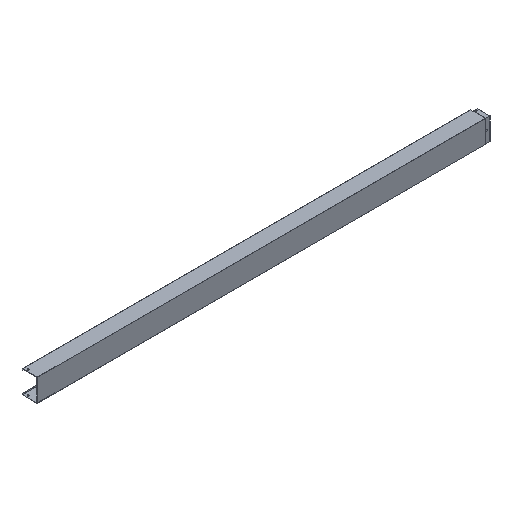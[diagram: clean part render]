
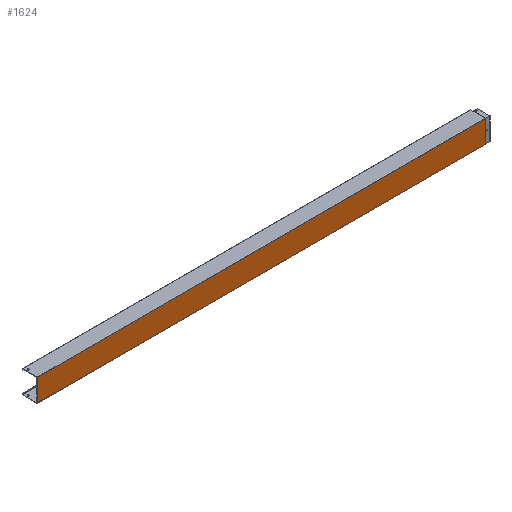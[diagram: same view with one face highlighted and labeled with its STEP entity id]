
A CAD part, isometric view. The second image highlights one B-rep face of the part: STEP entity #1624.
In plain terms, the highlighted planar face has unit normal (0, -1, 0).
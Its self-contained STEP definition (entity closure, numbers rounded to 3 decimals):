
#44 = LINE ( 'NONE', #1715, #66 ) ;
#66 = VECTOR ( 'NONE', #1192, 1000. ) ;
#112 = CARTESIAN_POINT ( 'NONE',  ( -2970., 0., 75. ) ) ;
#148 = EDGE_CURVE ( 'NONE', #621, #329, #1357, .T. ) ;
#156 = ORIENTED_EDGE ( 'NONE', *, *, #1123, .T. ) ;
#206 = PLANE ( 'NONE',  #1627 ) ;
#212 = LINE ( 'NONE', #391, #1099 ) ;
#317 = VERTEX_POINT ( 'NONE', #373 ) ;
#323 = DIRECTION ( 'NONE',  ( 0., 0., 1. ) ) ;
#329 = VERTEX_POINT ( 'NONE', #638 ) ;
#373 = CARTESIAN_POINT ( 'NONE',  ( 2.4, 0., 75. ) ) ;
#391 = CARTESIAN_POINT ( 'NONE',  ( -2970., 0., 75. ) ) ;
#412 = EDGE_CURVE ( 'NONE', #1083, #329, #212, .T. ) ;
#459 = VECTOR ( 'NONE', #1526, 1000. ) ;
#469 = DIRECTION ( 'NONE',  ( 0., -1., 0. ) ) ;
#592 = CARTESIAN_POINT ( 'NONE',  ( 150.002, 0., -75. ) ) ;
#621 = VERTEX_POINT ( 'NONE', #719 ) ;
#638 = CARTESIAN_POINT ( 'NONE',  ( -2970., 0., -75. ) ) ;
#656 = DIRECTION ( 'NONE',  ( 0., 0., -1. ) ) ;
#719 = CARTESIAN_POINT ( 'NONE',  ( 2.4, 0., -75. ) ) ;
#732 = LINE ( 'NONE', #1374, #1087 ) ;
#744 = ORIENTED_EDGE ( 'NONE', *, *, #148, .F. ) ;
#952 = ORIENTED_EDGE ( 'NONE', *, *, #1335, .T. ) ;
#1038 = FACE_OUTER_BOUND ( 'NONE', #1433, .T. ) ;
#1083 = VERTEX_POINT ( 'NONE', #112 ) ;
#1087 = VECTOR ( 'NONE', #323, 1000. ) ;
#1099 = VECTOR ( 'NONE', #656, 1000. ) ;
#1123 = EDGE_CURVE ( 'NONE', #317, #1083, #44, .T. ) ;
#1192 = DIRECTION ( 'NONE',  ( -1., 0., 0. ) ) ;
#1278 = CARTESIAN_POINT ( 'NONE',  ( -2970., 0., 75. ) ) ;
#1335 = EDGE_CURVE ( 'NONE', #621, #317, #732, .T. ) ;
#1357 = LINE ( 'NONE', #592, #459 ) ;
#1374 = CARTESIAN_POINT ( 'NONE',  ( 2.4, 0., -75. ) ) ;
#1400 = DIRECTION ( 'NONE',  ( 0., 0., -1. ) ) ;
#1433 = EDGE_LOOP ( 'NONE', ( #744, #952, #156, #1473 ) ) ;
#1473 = ORIENTED_EDGE ( 'NONE', *, *, #412, .T. ) ;
#1526 = DIRECTION ( 'NONE',  ( -1., 0., 0. ) ) ;
#1624 = ADVANCED_FACE ( 'NONE', ( #1038 ), #206, .T. ) ;
#1627 = AXIS2_PLACEMENT_3D ( 'NONE', #1278, #469, #1400 ) ;
#1715 = CARTESIAN_POINT ( 'NONE',  ( 150.002, 0., 75. ) ) ;
